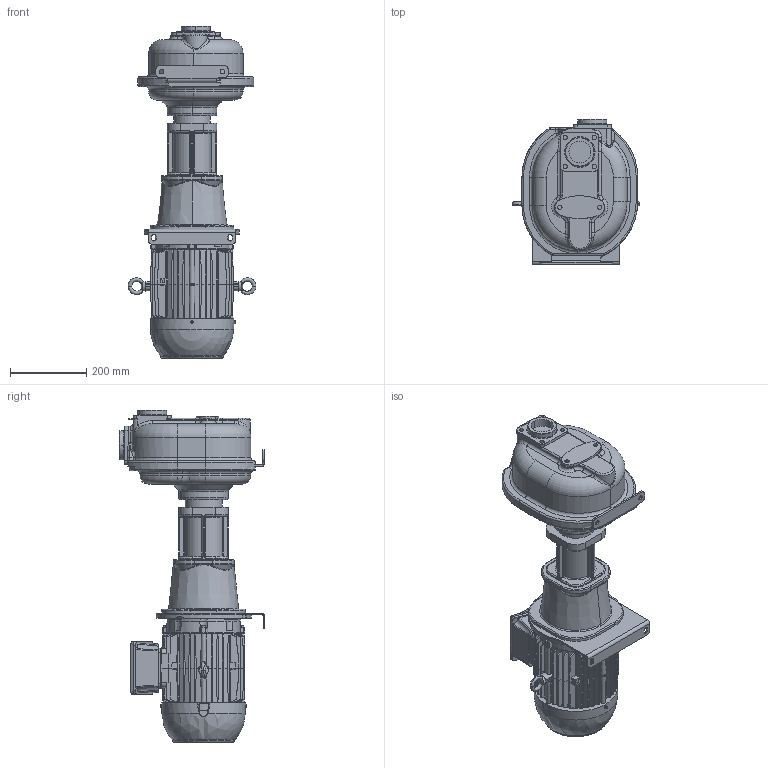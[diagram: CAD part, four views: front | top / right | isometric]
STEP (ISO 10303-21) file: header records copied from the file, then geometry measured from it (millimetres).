
FILE_DESCRIPTION((''),'2;1');
FILE_NAME('S_61_K_BBT','2018-02-14T11:50:09',('Nicola'),(''),'CREO PARAMETRIC BY PTC INC, 2017110','CREO PARAMETRIC BY PTC INC, 2017110','');
FILE_SCHEMA(('CONFIG_CONTROL_DESIGN'));
Products named in the file (1): S_61_K_BBT
Bounding box: 335.97 x 381 x 871.6 mm (x, y, z)
Volume: 29470563.5 mm3; surface area: 1115197.4 mm2
Topology: 1 solids, 1 shells, 2417 faces, 6057 edges, 3865 vertices
Faces by surface type: plane 1686, cylinder 321, cone 163, torus 122, bspline 112, sphere 11, extrusion 2
Entity records: 93881 total; most frequent: CARTESIAN_POINT 37276, ORIENTED_EDGE 12114, DIRECTION 10921, EDGE_CURVE 6057, VECTOR 4001, LINE 3999, VERTEX_POINT 3865, AXIS2_PLACEMENT_3D 3460
